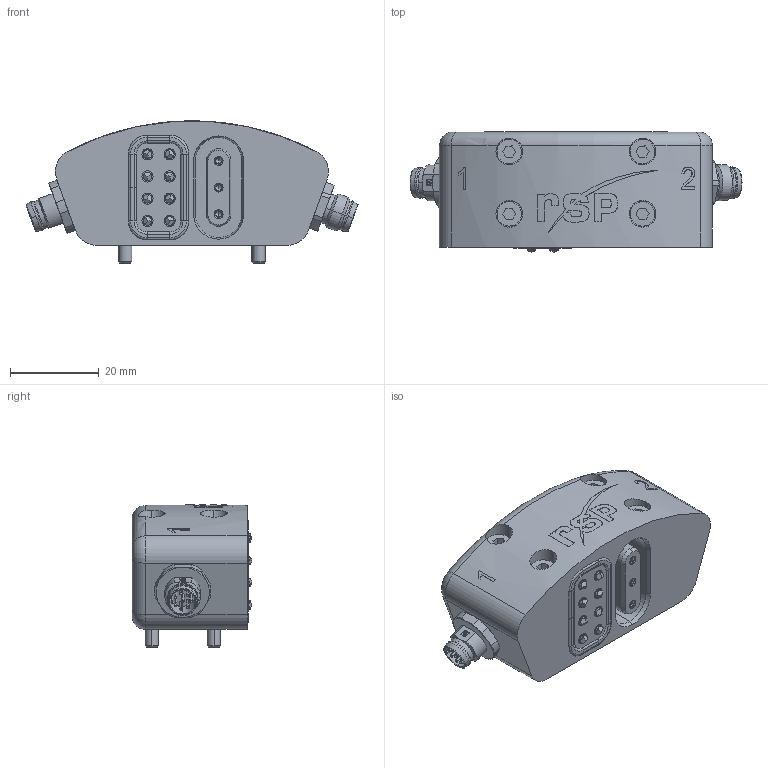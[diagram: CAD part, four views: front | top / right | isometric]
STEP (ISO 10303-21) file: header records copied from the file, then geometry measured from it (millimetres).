
FILE_DESCRIPTION (( 'STEP AP214' ), '1' );
FILE_NAME ('P1204.STEP', '2025-08-27T13:18:12', ( '' ), ( '' ), 'SwSTEP 2.0', 'SolidWorks 2024', '' );
FILE_SCHEMA (( 'AUTOMOTIVE_DESIGN' ));
Length unit declared in the file: millimetre
Products named in the file (1): P1204
Bounding box: 74.7 x 26.98 x 32 mm (x, y, z)
Volume: 37800.5 mm3; surface area: 20965.5 mm2
Topology: 31 solids, 31 shells, 1526 faces, 3723 edges, 2266 vertices
Faces by surface type: cylinder 606, plane 415, cone 216, torus 195, bspline 70, sphere 24
Entity records: 53197 total; most frequent: CARTESIAN_POINT 17674, DIRECTION 7493, ORIENTED_EDGE 7290, EDGE_CURVE 3645, AXIS2_PLACEMENT_3D 3060, VERTEX_POINT 2234, EDGE_LOOP 1689, CIRCLE 1603
